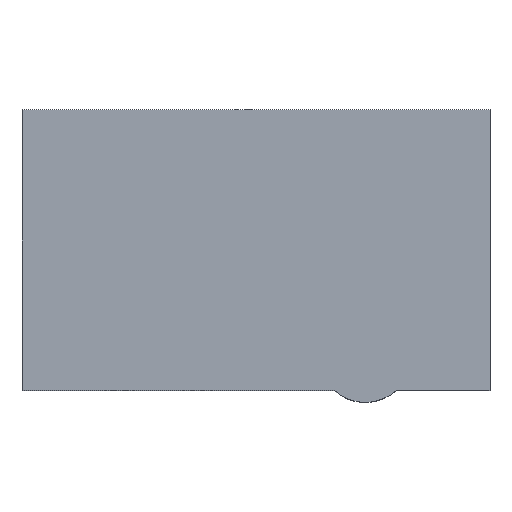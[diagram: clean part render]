
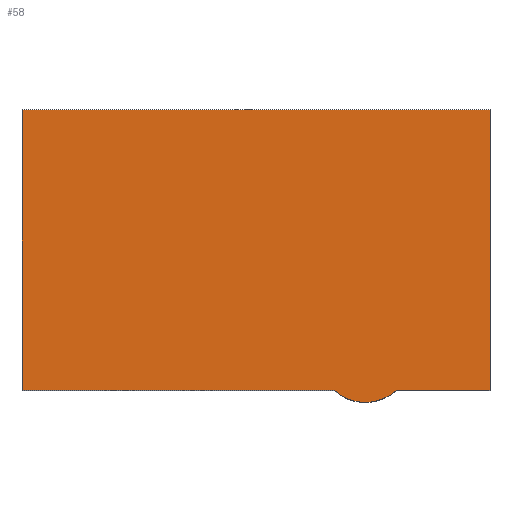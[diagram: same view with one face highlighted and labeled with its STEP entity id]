
A CAD part, top view. The second image highlights one B-rep face of the part: STEP entity #58.
In plain terms, the highlighted planar face has unit normal (0, 0, 1).
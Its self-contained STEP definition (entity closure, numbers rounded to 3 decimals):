
#58=ADVANCED_FACE('',(#130),#132,.T.);
#130=FACE_BOUND('',#131,.T.);
#131=EDGE_LOOP('',(#186,#187,#188,#189,#190,#191));
#132=PLANE('',#133);
#133=AXIS2_PLACEMENT_3D('',#134,#135,#136);
#134=CARTESIAN_POINT('',(0.,0.,2.5));
#135=DIRECTION('',(0.,0.,1.));
#136=DIRECTION('',(-1.,0.,0.));
#186=ORIENTED_EDGE('',*,*,#222,.T.);
#187=ORIENTED_EDGE('',*,*,#223,.T.);
#188=ORIENTED_EDGE('',*,*,#224,.T.);
#189=ORIENTED_EDGE('',*,*,#225,.T.);
#190=ORIENTED_EDGE('',*,*,#226,.T.);
#191=ORIENTED_EDGE('',*,*,#227,.T.);
#222=EDGE_CURVE('',#240,#241,#242,.T.);
#223=EDGE_CURVE('',#241,#243,#244,.T.);
#224=EDGE_CURVE('',#243,#245,#246,.T.);
#225=EDGE_CURVE('',#245,#247,#248,.T.);
#226=EDGE_CURVE('',#247,#249,#250,.T.);
#227=EDGE_CURVE('',#249,#240,#251,.T.);
#240=VERTEX_POINT('',#270);
#241=VERTEX_POINT('',#271);
#242=LINE('',#272,#273);
#243=VERTEX_POINT('',#275);
#244=LINE('',#276,#277);
#245=VERTEX_POINT('',#279);
#246=CIRCLE('',#280,0.75);
#247=VERTEX_POINT('',#284);
#248=LINE('',#285,#286);
#249=VERTEX_POINT('',#288);
#250=LINE('',#289,#290);
#251=LINE('',#292,#293);
#270=CARTESIAN_POINT('',(-7.5,0.,2.5));
#271=CARTESIAN_POINT('',(-7.5,-4.5,2.5));
#272=CARTESIAN_POINT('',(-7.5,0.,2.5));
#273=VECTOR('',#274,1.);
#274=DIRECTION('',(0.,-1.,0.));
#275=CARTESIAN_POINT('',(-2.5,-4.5,2.5));
#276=CARTESIAN_POINT('',(-7.5,-4.5,2.5));
#277=VECTOR('',#278,1.);
#278=DIRECTION('',(1.,0.,0.));
#279=CARTESIAN_POINT('',(-1.5,-4.5,2.5));
#280=AXIS2_PLACEMENT_3D('',#281,#282,#283);
#281=CARTESIAN_POINT('',(-2.,-3.941,2.5));
#282=DIRECTION('',(0.,0.,1.));
#283=DIRECTION('',(-0.667,-0.745,0.));
#284=CARTESIAN_POINT('',(0.,-4.5,2.5));
#285=CARTESIAN_POINT('',(-1.5,-4.5,2.5));
#286=VECTOR('',#287,1.);
#287=DIRECTION('',(1.,0.,0.));
#288=CARTESIAN_POINT('',(0.,0.,2.5));
#289=CARTESIAN_POINT('',(0.,-4.5,2.5));
#290=VECTOR('',#291,1.);
#291=DIRECTION('',(0.,1.,0.));
#292=CARTESIAN_POINT('',(0.,0.,2.5));
#293=VECTOR('',#294,1.);
#294=DIRECTION('',(-1.,0.,0.));
